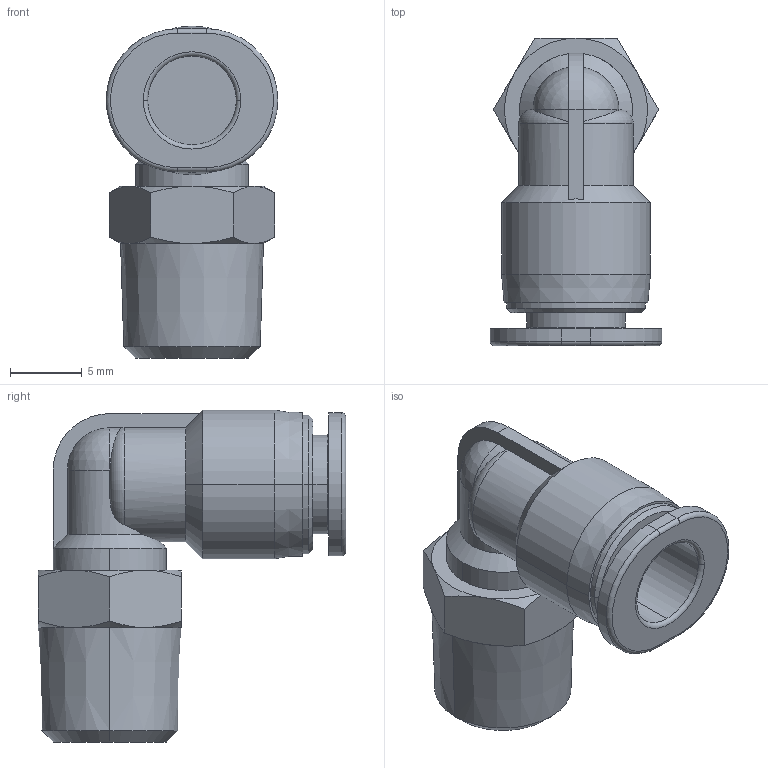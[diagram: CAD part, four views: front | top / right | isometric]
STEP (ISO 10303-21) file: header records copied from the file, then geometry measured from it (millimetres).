
FILE_DESCRIPTION((''),'2;1');
FILE_NAME('PL0601C-mdt.stp','2017-07-24T14:47:44',(''),(''),'Mechanical Desktop 2009','Mechanical Desktop 2009',', , ');
FILE_SCHEMA(('CONFIG_CONTROL_DESIGN'));
Length unit declared in the file: millimetre
Products named in the file (6): PL0601C-MDTA; PL0601C-MDT; COLLAR-L06C; NL01C; NLM6C; NLM5C
Assembly tree (6 placements, depth 2):
  PL0601C-MDTA
    PL0601C-MDT
    COLLAR-L06C  x2
    NL01C
    NLM6C
    NLM5C
Bounding box: 12 x 21.5 x 23.2 mm (x, y, z)
Volume: 1935.3 mm3; surface area: 1549.7 mm2
Topology: 1 solids, 1 shells, 81 faces, 186 edges, 113 vertices
Faces by surface type: plane 28, cone 23, cylinder 20, torus 6, bspline 2, sphere 2
Entity records: 2589 total; most frequent: CARTESIAN_POINT 650, DIRECTION 396, ORIENTED_EDGE 372, EDGE_CURVE 186, AXIS2_PLACEMENT_3D 168, VERTEX_POINT 113, EDGE_LOOP 87, CIRCLE 82
